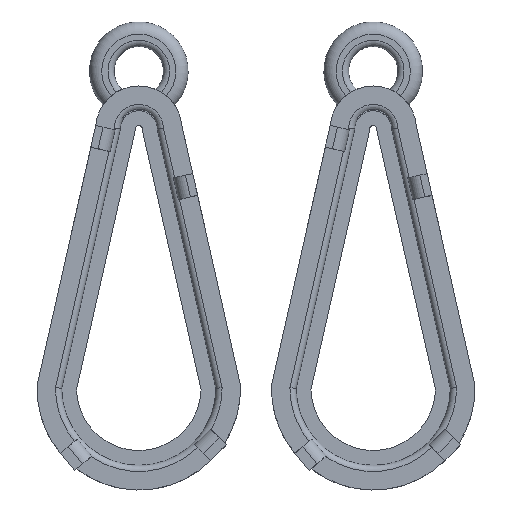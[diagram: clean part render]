
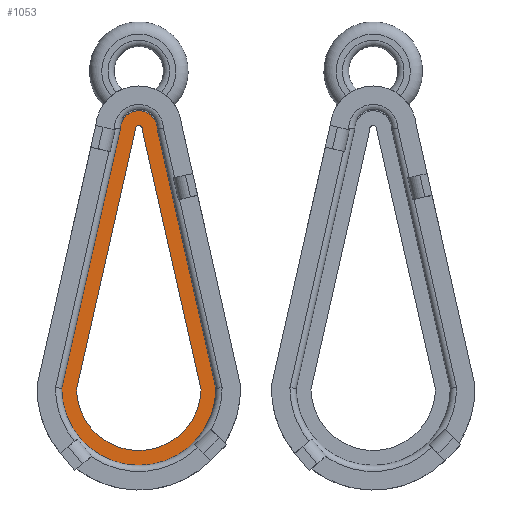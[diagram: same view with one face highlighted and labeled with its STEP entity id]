
A CAD part, top view. The second image highlights one B-rep face of the part: STEP entity #1053.
In plain terms, the highlighted planar face has unit normal (0, 0, 1).
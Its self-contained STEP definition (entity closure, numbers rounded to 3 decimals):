
#25=FACE_BOUND('',#362,.T.);
#60=PLANE('',#1172);
#116=LINE('',#1862,#203);
#135=LINE('',#1909,#222);
#139=LINE('',#1920,#226);
#143=LINE('',#1932,#230);
#203=VECTOR('',#1380,10.);
#222=VECTOR('',#1429,10.);
#226=VECTOR('',#1439,10.);
#230=VECTOR('',#1451,10.);
#304=FACE_OUTER_BOUND('',#361,.T.);
#361=EDGE_LOOP('',(#979,#980,#981,#982));
#362=EDGE_LOOP('',(#983,#984,#985,#986));
#403=CIRCLE('',#1141,3.125);
#408=CIRCLE('',#1159,0.75);
#410=CIRCLE('',#1163,0.15);
#412=CIRCLE('',#1167,2.525);
#507=VERTEX_POINT('',#1854);
#508=VERTEX_POINT('',#1856);
#509=VERTEX_POINT('',#1860);
#522=VERTEX_POINT('',#1908);
#525=VERTEX_POINT('',#1917);
#526=VERTEX_POINT('',#1919);
#528=VERTEX_POINT('',#1925);
#530=VERTEX_POINT('',#1931);
#641=EDGE_CURVE('',#508,#507,#403,.T.);
#644=EDGE_CURVE('',#507,#509,#116,.T.);
#667=EDGE_CURVE('',#522,#508,#135,.T.);
#669=EDGE_CURVE('',#509,#522,#408,.T.);
#672=EDGE_CURVE('',#526,#525,#139,.T.);
#675=EDGE_CURVE('',#528,#526,#410,.T.);
#678=EDGE_CURVE('',#530,#528,#143,.T.);
#681=EDGE_CURVE('',#525,#530,#412,.T.);
#979=ORIENTED_EDGE('',*,*,#667,.T.);
#980=ORIENTED_EDGE('',*,*,#641,.T.);
#981=ORIENTED_EDGE('',*,*,#644,.T.);
#982=ORIENTED_EDGE('',*,*,#669,.T.);
#983=ORIENTED_EDGE('',*,*,#681,.T.);
#984=ORIENTED_EDGE('',*,*,#678,.T.);
#985=ORIENTED_EDGE('',*,*,#675,.T.);
#986=ORIENTED_EDGE('',*,*,#672,.T.);
#1053=ADVANCED_FACE('',(#304,#25),#60,.T.);
#1141=AXIS2_PLACEMENT_3D('',#1857,#1374,#1375);
#1159=AXIS2_PLACEMENT_3D('',#1912,#1433,#1434);
#1163=AXIS2_PLACEMENT_3D('',#1926,#1445,#1446);
#1167=AXIS2_PLACEMENT_3D('',#1936,#1457,#1458);
#1172=AXIS2_PLACEMENT_3D('',#1947,#1471,#1472);
#1374=DIRECTION('center_axis',(0.,0.,1.));
#1375=DIRECTION('ref_axis',(-1.,-0.002,0.));
#1380=DIRECTION('',(-0.22,0.975,0.));
#1429=DIRECTION('',(-0.22,-0.975,0.));
#1433=DIRECTION('center_axis',(0.,0.,1.));
#1434=DIRECTION('ref_axis',(1.,0.008,0.));
#1439=DIRECTION('',(0.22,-0.975,0.));
#1445=DIRECTION('center_axis',(0.,0.,-1.));
#1446=DIRECTION('ref_axis',(0.966,-0.257,0.));
#1451=DIRECTION('',(0.22,0.975,0.));
#1457=DIRECTION('center_axis',(0.,0.,-1.));
#1458=DIRECTION('ref_axis',(-1.,-0.027,0.));
#1471=DIRECTION('center_axis',(0.,0.,1.));
#1472=DIRECTION('ref_axis',(1.,0.,0.));
#1854=CARTESIAN_POINT('',(3.125,-0.006,0.8));
#1856=CARTESIAN_POINT('',(-3.125,-0.006,0.8));
#1857=CARTESIAN_POINT('Origin',(0.,0.,0.8));
#1860=CARTESIAN_POINT('',(0.75,10.506,0.8));
#1862=CARTESIAN_POINT('',(1.424,7.521,0.8));
#1908=CARTESIAN_POINT('',(-0.75,10.506,0.8));
#1909=CARTESIAN_POINT('',(-2.612,2.266,0.8));
#1912=CARTESIAN_POINT('Origin',(0.,10.5,0.8));
#1917=CARTESIAN_POINT('',(2.524,-0.069,0.8));
#1919=CARTESIAN_POINT('',(0.145,10.461,0.8));
#1920=CARTESIAN_POINT('',(2.524,-0.069,0.8));
#1925=CARTESIAN_POINT('',(-0.145,10.461,0.8));
#1926=CARTESIAN_POINT('Origin',(0.,10.5,0.8));
#1931=CARTESIAN_POINT('',(-2.524,-0.069,0.8));
#1932=CARTESIAN_POINT('',(-2.524,-0.069,0.8));
#1936=CARTESIAN_POINT('Origin',(0.,0.,0.8));
#1947=CARTESIAN_POINT('Origin',(0.,4.063,0.8));
